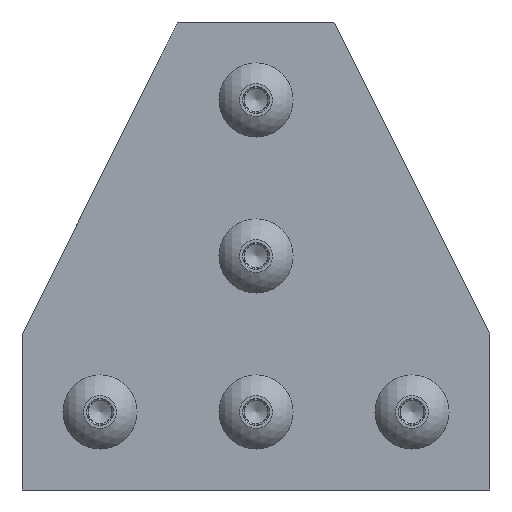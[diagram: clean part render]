
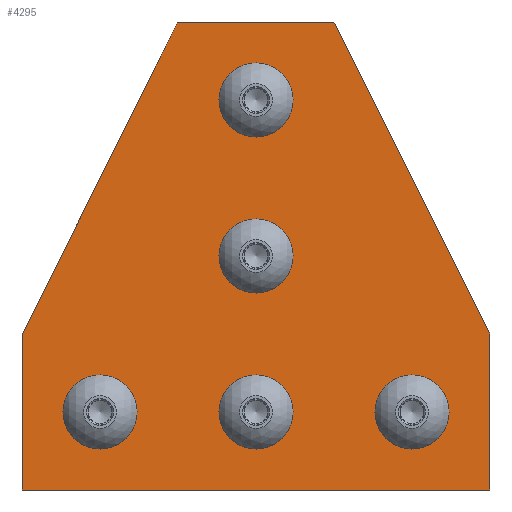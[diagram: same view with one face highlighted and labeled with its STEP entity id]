
A CAD part, front view. The second image highlights one B-rep face of the part: STEP entity #4295.
In plain terms, the highlighted planar face has unit normal (0, -1, 0).
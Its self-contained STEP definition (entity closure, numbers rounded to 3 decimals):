
#147=FACE_BOUND('',#926,.T.);
#148=FACE_BOUND('',#927,.T.);
#149=FACE_BOUND('',#928,.T.);
#150=FACE_BOUND('',#929,.T.);
#151=FACE_BOUND('',#930,.T.);
#319=PLANE('',#4820);
#642=FACE_OUTER_BOUND('',#925,.T.);
#925=EDGE_LOOP('',(#3967,#3968,#3969,#3970,#3971,#3972));
#926=EDGE_LOOP('',(#3973));
#927=EDGE_LOOP('',(#3974));
#928=EDGE_LOOP('',(#3975));
#929=EDGE_LOOP('',(#3976));
#930=EDGE_LOOP('',(#3977));
#1206=LINE('',#9383,#1499);
#1210=LINE('',#9391,#1503);
#1213=LINE('',#9397,#1506);
#1216=LINE('',#9403,#1509);
#1219=LINE('',#9409,#1512);
#1222=LINE('',#9414,#1515);
#1499=VECTOR('',#6066,10.);
#1503=VECTOR('',#6072,10.);
#1506=VECTOR('',#6077,10.);
#1509=VECTOR('',#6082,10.);
#1512=VECTOR('',#6087,10.);
#1515=VECTOR('',#6092,10.);
#1733=CIRCLE('',#4800,2.6);
#1735=CIRCLE('',#4803,2.6);
#1737=CIRCLE('',#4806,2.6);
#1739=CIRCLE('',#4809,2.6);
#1741=CIRCLE('',#4812,2.6);
#2103=VERTEX_POINT('',#9353);
#2105=VERTEX_POINT('',#9359);
#2107=VERTEX_POINT('',#9365);
#2109=VERTEX_POINT('',#9371);
#2111=VERTEX_POINT('',#9377);
#2112=VERTEX_POINT('',#9381);
#2113=VERTEX_POINT('',#9382);
#2116=VERTEX_POINT('',#9390);
#2118=VERTEX_POINT('',#9396);
#2120=VERTEX_POINT('',#9402);
#2122=VERTEX_POINT('',#9408);
#2711=EDGE_CURVE('',#2103,#2103,#1733,.T.);
#2714=EDGE_CURVE('',#2105,#2105,#1735,.T.);
#2717=EDGE_CURVE('',#2107,#2107,#1737,.T.);
#2720=EDGE_CURVE('',#2109,#2109,#1739,.T.);
#2723=EDGE_CURVE('',#2111,#2111,#1741,.T.);
#2724=EDGE_CURVE('',#2112,#2113,#1206,.T.);
#2728=EDGE_CURVE('',#2113,#2116,#1210,.T.);
#2731=EDGE_CURVE('',#2116,#2118,#1213,.T.);
#2734=EDGE_CURVE('',#2118,#2120,#1216,.T.);
#2737=EDGE_CURVE('',#2120,#2122,#1219,.T.);
#2740=EDGE_CURVE('',#2122,#2112,#1222,.T.);
#3967=ORIENTED_EDGE('',*,*,#2740,.T.);
#3968=ORIENTED_EDGE('',*,*,#2724,.T.);
#3969=ORIENTED_EDGE('',*,*,#2728,.T.);
#3970=ORIENTED_EDGE('',*,*,#2731,.T.);
#3971=ORIENTED_EDGE('',*,*,#2734,.T.);
#3972=ORIENTED_EDGE('',*,*,#2737,.T.);
#3973=ORIENTED_EDGE('',*,*,#2723,.F.);
#3974=ORIENTED_EDGE('',*,*,#2720,.F.);
#3975=ORIENTED_EDGE('',*,*,#2717,.F.);
#3976=ORIENTED_EDGE('',*,*,#2714,.F.);
#3977=ORIENTED_EDGE('',*,*,#2711,.F.);
#4295=ADVANCED_FACE('',(#642,#147,#148,#149,#150,#151),#319,.F.);
#4800=AXIS2_PLACEMENT_3D('',#9355,#6034,#6035);
#4803=AXIS2_PLACEMENT_3D('',#9361,#6041,#6042);
#4806=AXIS2_PLACEMENT_3D('',#9367,#6048,#6049);
#4809=AXIS2_PLACEMENT_3D('',#9373,#6055,#6056);
#4812=AXIS2_PLACEMENT_3D('',#9379,#6062,#6063);
#4820=AXIS2_PLACEMENT_3D('',#9417,#6096,#6097);
#6034=DIRECTION('center_axis',(0.,-1.,0.));
#6035=DIRECTION('ref_axis',(1.,0.,0.));
#6041=DIRECTION('center_axis',(0.,-1.,0.));
#6042=DIRECTION('ref_axis',(1.,0.,0.));
#6048=DIRECTION('center_axis',(0.,-1.,0.));
#6049=DIRECTION('ref_axis',(1.,0.,0.));
#6055=DIRECTION('center_axis',(0.,-1.,0.));
#6056=DIRECTION('ref_axis',(1.,0.,0.));
#6062=DIRECTION('center_axis',(0.,-1.,0.));
#6063=DIRECTION('ref_axis',(1.,0.,0.));
#6066=DIRECTION('',(0.,0.,-1.));
#6072=DIRECTION('',(1.,0.,0.));
#6077=DIRECTION('',(0.,0.,1.));
#6082=DIRECTION('',(-0.447,0.,0.894));
#6087=DIRECTION('',(-1.,0.,0.));
#6092=DIRECTION('',(-0.447,0.,-0.894));
#6096=DIRECTION('center_axis',(0.,1.,0.));
#6097=DIRECTION('ref_axis',(1.,0.,0.));
#9353=CARTESIAN_POINT('',(102.4,0.,50.));
#9355=CARTESIAN_POINT('Origin',(105.,0.,50.));
#9359=CARTESIAN_POINT('',(102.4,0.,30.));
#9361=CARTESIAN_POINT('Origin',(105.,0.,30.));
#9365=CARTESIAN_POINT('',(122.4,0.,10.));
#9367=CARTESIAN_POINT('Origin',(125.,0.,10.));
#9371=CARTESIAN_POINT('',(82.4,0.,10.));
#9373=CARTESIAN_POINT('Origin',(85.,0.,10.));
#9377=CARTESIAN_POINT('',(102.4,0.,10.));
#9379=CARTESIAN_POINT('Origin',(105.,0.,10.));
#9381=CARTESIAN_POINT('',(75.,0.,20.));
#9382=CARTESIAN_POINT('',(75.,0.,0.));
#9383=CARTESIAN_POINT('',(75.,0.,20.));
#9390=CARTESIAN_POINT('',(135.,0.,0.));
#9391=CARTESIAN_POINT('',(75.,0.,0.));
#9396=CARTESIAN_POINT('',(135.,0.,20.));
#9397=CARTESIAN_POINT('',(135.,0.,0.));
#9402=CARTESIAN_POINT('',(115.,0.,60.));
#9403=CARTESIAN_POINT('',(135.,0.,20.));
#9408=CARTESIAN_POINT('',(95.,0.,60.));
#9409=CARTESIAN_POINT('',(115.,0.,60.));
#9414=CARTESIAN_POINT('',(95.,0.,60.));
#9417=CARTESIAN_POINT('Origin',(105.,0.,30.));
